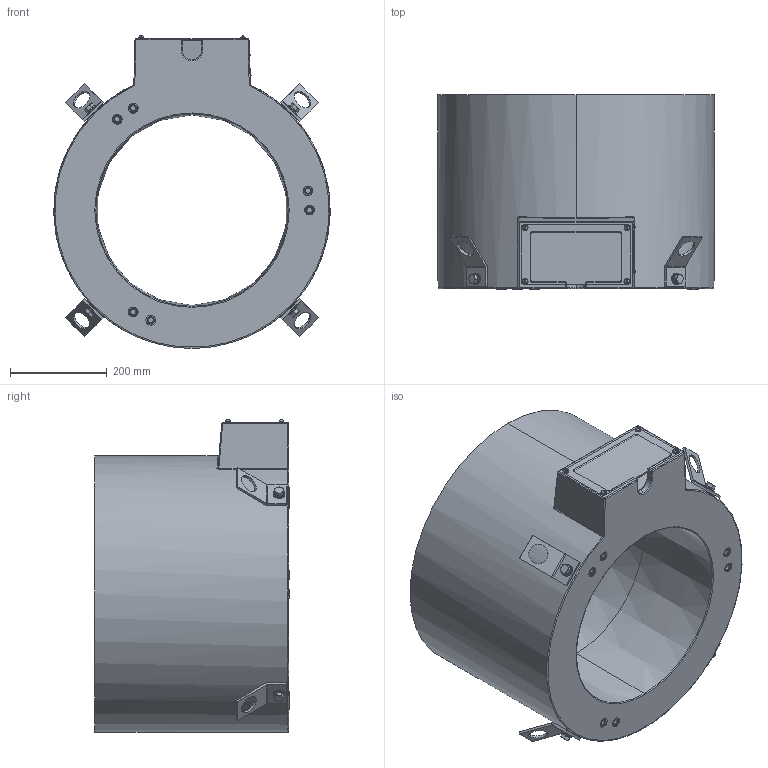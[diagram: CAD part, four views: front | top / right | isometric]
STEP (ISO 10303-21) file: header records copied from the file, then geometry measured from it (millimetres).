
FILE_DESCRIPTION (( 'STEP AP203' ), '1' );
FILE_NAME ('畟-110-IX-I-6.STEP', '2022-08-02T05:26:25', ( '' ), ( '' ), 'SwSTEP 2.0', 'SolidWorks 2010', '' );
FILE_SCHEMA (( 'CONFIG_CONTROL_DESIGN' ));
Length unit declared in the file: millimetre
Products named in the file (1): 畟-110-IX-I-6
Bounding box: 570 x 401 x 644.92 mm (x, y, z)
Surface area: 1667458.3 mm2 (no closed solid volume)
Topology: 0 solids, 52 shells, 322 faces, 1267 edges, 969 vertices
Faces by surface type: plane 128, cylinder 121, cone 35, sphere 21, bspline 11, torus 6
Entity records: 14604 total; most frequent: CARTESIAN_POINT 3832, DIRECTION 2412, ORIENTED_EDGE 1802, EDGE_CURVE 1264, VERTEX_POINT 969, AXIS2_PLACEMENT_3D 941, CIRCLE 629, VECTOR 530
